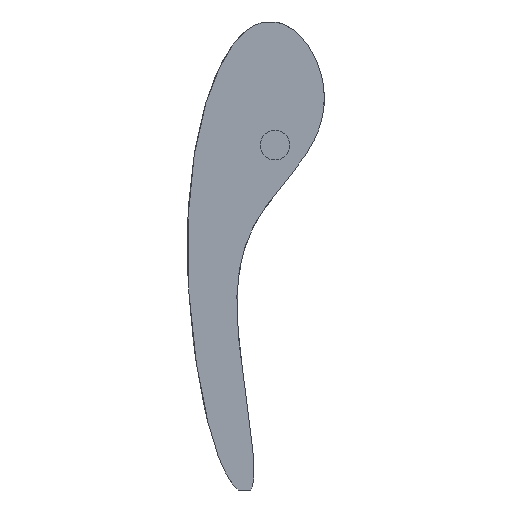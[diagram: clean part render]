
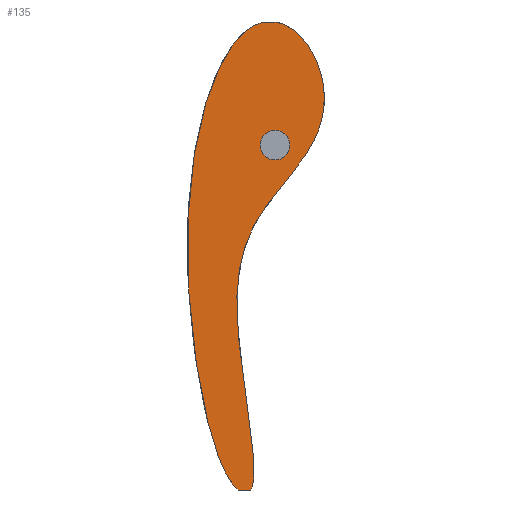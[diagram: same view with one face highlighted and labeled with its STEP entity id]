
A CAD part, left-side view. The second image highlights one B-rep face of the part: STEP entity #135.
In plain terms, the highlighted planar face has unit normal (-1, 0, 0).
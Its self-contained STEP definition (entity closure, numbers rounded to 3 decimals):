
#23=FACE_BOUND('',#51,.T.);
#24=(
BOUNDED_CURVE()
B_SPLINE_CURVE(5,(#255,#256,#257,#258,#259,#260,#261,#262,#263,#264,#265,
#266,#267,#268,#269,#270,#271,#272,#273,#274,#275,#276,#277),
 .UNSPECIFIED.,.F.,.F.)
B_SPLINE_CURVE_WITH_KNOTS((6,1,1,1,1,1,1,1,1,1,1,1,1,1,1,1,1,1,6),(0.328,
0.35,0.375,0.4,0.425,0.45,0.475,0.5,0.525,0.55,0.575,0.6,0.625,0.65,0.675,
0.7,0.725,0.75,0.754),.UNSPECIFIED.)
CURVE()
GEOMETRIC_REPRESENTATION_ITEM()
RATIONAL_B_SPLINE_CURVE((1.,1.,1.,1.,1.,1.,1.,1.,1.,1.,1.,1.,1.,1.,1.,1.,
1.,1.,1.,1.,1.,1.,1.))
REPRESENTATION_ITEM('')
);
#26=(
BOUNDED_CURVE()
B_SPLINE_CURVE(5,(#374,#375,#376,#377,#378,#379,#380,#381,#382,#383,#384,
#385,#386,#387,#388,#389,#390,#391,#392,#393,#394,#395,#396,#397,#398,#399,
#400,#401,#402,#403,#404),.UNSPECIFIED.,.F.,.F.)
B_SPLINE_CURVE_WITH_KNOTS((6,1,1,1,1,1,1,1,1,1,5,1,1,1,1,1,1,1,1,1,1,1,
6),(0.768,0.775,0.8,0.825,0.85,0.875,0.9,0.925,0.95,
0.975,1.,1.025,1.05,1.075,1.1,1.125,1.15,1.175,1.2,1.225,1.25,
1.275,1.285),.UNSPECIFIED.)
CURVE()
GEOMETRIC_REPRESENTATION_ITEM()
RATIONAL_B_SPLINE_CURVE((1.,1.,1.,1.,1.,1.,1.,1.,1.,1.,1.,1.,1.,1.,1.,1.,
1.,1.,1.,1.,1.,1.,1.,1.,1.,1.,1.,1.,1.,1.,1.))
REPRESENTATION_ITEM('')
);
#34=PLANE('',#159);
#42=FACE_OUTER_BOUND('',#50,.T.);
#50=EDGE_LOOP('',(#122,#123,#124,#125));
#51=EDGE_LOOP('',(#126));
#55=LINE('',#307,#64);
#59=LINE('',#439,#68);
#64=VECTOR('',#181,10.);
#68=VECTOR('',#187,10.);
#71=CIRCLE('',#154,3.);
#73=VERTEX_POINT('',#203);
#74=VERTEX_POINT('',#253);
#75=VERTEX_POINT('',#254);
#78=VERTEX_POINT('',#306);
#80=VERTEX_POINT('',#373);
#84=EDGE_CURVE('',#73,#73,#71,.T.);
#85=EDGE_CURVE('',#74,#75,#24,.T.);
#89=EDGE_CURVE('',#78,#75,#55,.T.);
#92=EDGE_CURVE('',#78,#80,#26,.T.);
#95=EDGE_CURVE('',#74,#80,#59,.T.);
#122=ORIENTED_EDGE('',*,*,#95,.T.);
#123=ORIENTED_EDGE('',*,*,#92,.F.);
#124=ORIENTED_EDGE('',*,*,#89,.T.);
#125=ORIENTED_EDGE('',*,*,#85,.F.);
#126=ORIENTED_EDGE('',*,*,#84,.F.);
#135=ADVANCED_FACE('',(#42,#23),#34,.T.);
#154=AXIS2_PLACEMENT_3D('',#205,#173,#174);
#159=AXIS2_PLACEMENT_3D('',#442,#191,#192);
#173=DIRECTION('center_axis',(-1.,0.,0.));
#174=DIRECTION('ref_axis',(0.,-1.,0.));
#181=DIRECTION('',(0.,1.,0.));
#187=DIRECTION('',(0.,-1.,0.));
#191=DIRECTION('center_axis',(-1.,0.,0.));
#192=DIRECTION('ref_axis',(0.,-1.,0.));
#203=CARTESIAN_POINT('',(46.,81.,22.));
#205=CARTESIAN_POINT('Origin',(46.,78.,22.));
#253=CARTESIAN_POINT('',(46.,85.5,-48.));
#254=CARTESIAN_POINT('',(46.,79.976,47.));
#255=CARTESIAN_POINT('Ctrl Pts',(46.,85.5,-48.));
#256=CARTESIAN_POINT('Ctrl Pts',(46.,85.807,-47.745));
#257=CARTESIAN_POINT('Ctrl Pts',(46.,86.476,-47.073));
#258=CARTESIAN_POINT('Ctrl Pts',(46.,87.523,-45.65));
#259=CARTESIAN_POINT('Ctrl Pts',(46.,88.903,-43.015));
#260=CARTESIAN_POINT('Ctrl Pts',(46.,90.487,-38.706));
#261=CARTESIAN_POINT('Ctrl Pts',(46.,91.917,-33.451));
#262=CARTESIAN_POINT('Ctrl Pts',(46.,93.159,-27.531));
#263=CARTESIAN_POINT('Ctrl Pts',(46.,94.217,-21.088));
#264=CARTESIAN_POINT('Ctrl Pts',(46.,95.062,-14.223));
#265=CARTESIAN_POINT('Ctrl Pts',(46.,95.643,-7.019));
#266=CARTESIAN_POINT('Ctrl Pts',(46.,95.894,0.441));
#267=CARTESIAN_POINT('Ctrl Pts',(46.,95.745,8.061));
#268=CARTESIAN_POINT('Ctrl Pts',(46.,95.129,15.711));
#269=CARTESIAN_POINT('Ctrl Pts',(46.,93.992,23.209));
#270=CARTESIAN_POINT('Ctrl Pts',(46.,92.299,30.309));
#271=CARTESIAN_POINT('Ctrl Pts',(46.,90.048,36.671));
#272=CARTESIAN_POINT('Ctrl Pts',(46.,87.275,41.885));
#273=CARTESIAN_POINT('Ctrl Pts',(46.,84.605,44.937));
#274=CARTESIAN_POINT('Ctrl Pts',(46.,82.429,46.337));
#275=CARTESIAN_POINT('Ctrl Pts',(46.,80.906,46.842));
#276=CARTESIAN_POINT('Ctrl Pts',(46.,80.086,46.983));
#277=CARTESIAN_POINT('Ctrl Pts',(46.,79.976,47.));
#306=CARTESIAN_POINT('',(46.,78.,47.));
#307=CARTESIAN_POINT('',(46.,78.,47.));
#373=CARTESIAN_POINT('',(46.,83.,-48.));
#374=CARTESIAN_POINT('Ctrl Pts',(46.,78.,47.));
#375=CARTESIAN_POINT('Ctrl Pts',(46.,77.796,46.969));
#376=CARTESIAN_POINT('Ctrl Pts',(46.,76.888,46.798));
#377=CARTESIAN_POINT('Ctrl Pts',(46.,75.294,46.218));
#378=CARTESIAN_POINT('Ctrl Pts',(46.,73.104,44.719));
#379=CARTESIAN_POINT('Ctrl Pts',(46.,70.622,41.726));
#380=CARTESIAN_POINT('Ctrl Pts',(46.,68.599,37.301));
#381=CARTESIAN_POINT('Ctrl Pts',(46.,67.709,32.498));
#382=CARTESIAN_POINT('Ctrl Pts',(46.,68.075,27.782));
#383=CARTESIAN_POINT('Ctrl Pts',(46.,69.598,23.394));
#384=CARTESIAN_POINT('Ctrl Pts',(46.,72.017,19.383));
#385=CARTESIAN_POINT('Ctrl Pts',(46.,74.378,16.403));
#386=CARTESIAN_POINT('Ctrl Pts',(46.,76.211,14.213));
#387=CARTESIAN_POINT('Ctrl Pts',(46.,77.411,12.742));
#388=CARTESIAN_POINT('Ctrl Pts',(46.,78.,12.));
#389=CARTESIAN_POINT('Ctrl Pts',(46.,78.589,11.258));
#390=CARTESIAN_POINT('Ctrl Pts',(46.,79.746,9.76));
#391=CARTESIAN_POINT('Ctrl Pts',(46.,81.383,7.448));
#392=CARTESIAN_POINT('Ctrl Pts',(46.,83.26,4.141));
#393=CARTESIAN_POINT('Ctrl Pts',(46.,84.912,-0.574));
#394=CARTESIAN_POINT('Ctrl Pts',(46.,85.781,-6.007));
#395=CARTESIAN_POINT('Ctrl Pts',(46.,85.883,-12.186));
#396=CARTESIAN_POINT('Ctrl Pts',(46.,85.331,-18.998));
#397=CARTESIAN_POINT('Ctrl Pts',(46.,84.352,-26.135));
#398=CARTESIAN_POINT('Ctrl Pts',(46.,83.265,-33.113));
#399=CARTESIAN_POINT('Ctrl Pts',(46.,82.405,-39.375));
#400=CARTESIAN_POINT('Ctrl Pts',(46.,82.109,-43.786));
#401=CARTESIAN_POINT('Ctrl Pts',(46.,82.297,-46.213));
#402=CARTESIAN_POINT('Ctrl Pts',(46.,82.645,-47.379));
#403=CARTESIAN_POINT('Ctrl Pts',(46.,82.916,-47.873));
#404=CARTESIAN_POINT('Ctrl Pts',(46.,83.,-48.));
#439=CARTESIAN_POINT('',(46.,93.,-48.));
#442=CARTESIAN_POINT('Origin',(46.,81.802,-0.5));
